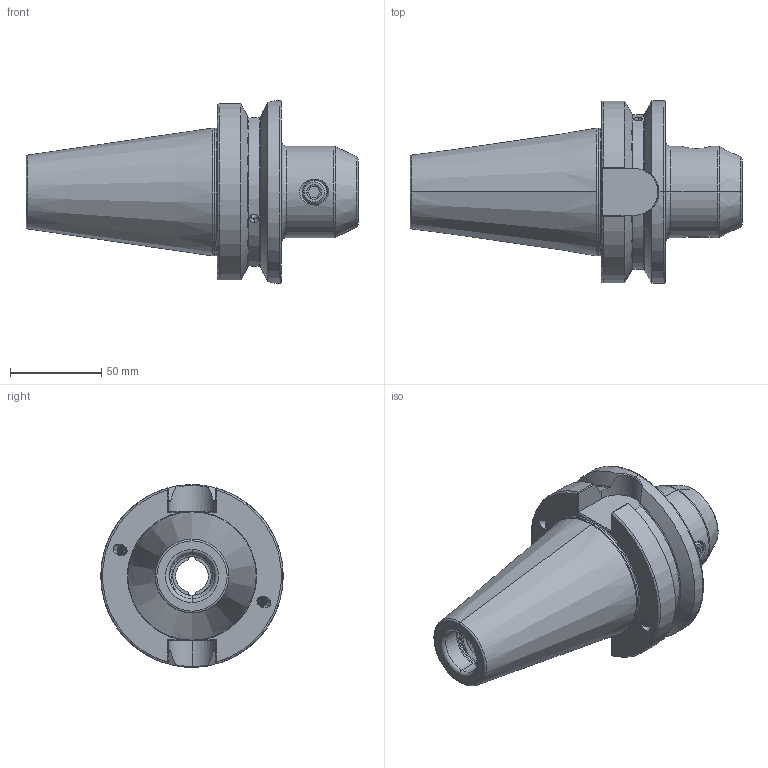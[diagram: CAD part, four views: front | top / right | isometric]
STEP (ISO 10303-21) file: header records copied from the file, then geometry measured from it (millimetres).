
FILE_DESCRIPTION (( 'STEP AP203' ), '1' );
FILE_NAME ('506.04.18.K.STEP', '2016-08-08T06:00:37', ( '' ), ( '' ), 'SwSTEP 2.0', 'SolidWorks 2012', '' );
FILE_SCHEMA (( 'CONFIG_CONTROL_DESIGN' ));
Length unit declared in the file: millimetre
Products named in the file (3): 506.04.18.K; 側固14_M14x2_16L
Assembly tree (2 placements, depth 2):
  506.04.18.K
    506.04.18.K
    側固14_M14x2_16L
Bounding box: 181.8 x 100 x 100 mm (x, y, z)
Volume: 504287.4 mm3; surface area: 67781.4 mm2
Topology: 2 solids, 2 shells, 265 faces, 711 edges, 452 vertices
Faces by surface type: cylinder 128, plane 50, torus 36, cone 30, bspline 19, sphere 2
Entity records: 17814 total; most frequent: CARTESIAN_POINT 11631, ORIENTED_EDGE 1410, DIRECTION 1055, EDGE_CURVE 705, VERTEX_POINT 452, AXIS2_PLACEMENT_3D 421, EDGE_LOOP 285, FACE_OUTER_BOUND 265
